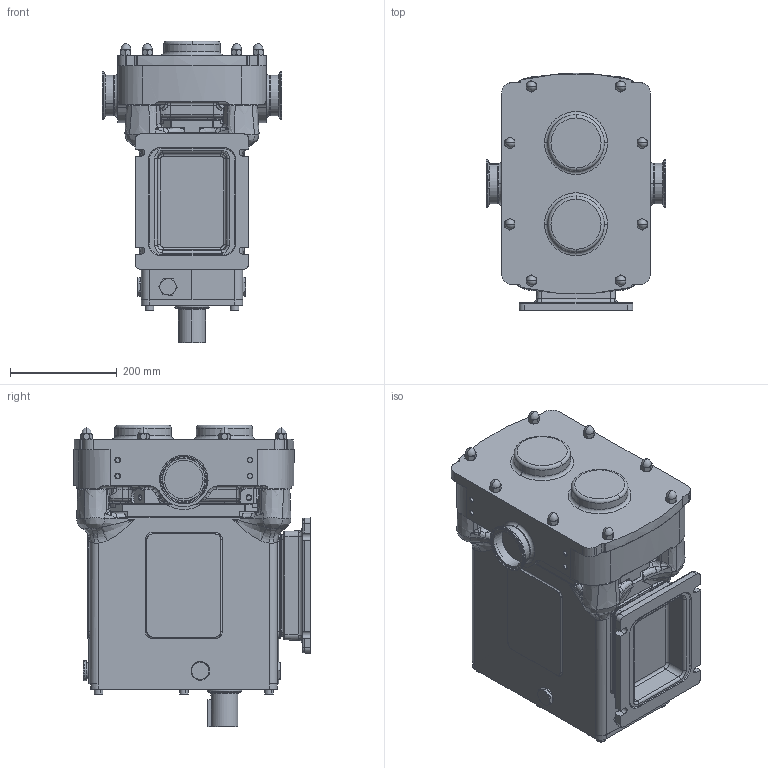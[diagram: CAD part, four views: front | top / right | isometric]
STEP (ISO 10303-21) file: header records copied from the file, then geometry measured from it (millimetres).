
FILE_DESCRIPTION (( 'STEP AP214' ), '1' );
FILE_NAME ('GA4211.STEP', '2024-11-06T21:29:22', ( '' ), ( '' ), 'SwSTEP 2.0', 'SolidWorks 2023', '' );
FILE_SCHEMA (( 'AUTOMOTIVE_DESIGN' ));
Length unit declared in the file: millimetre
Products named in the file (3): Copy of R1800 CPP H BSD^GA4211; GA4211; Copy of RA94-5121-55M^GA4211
Assembly tree (3 placements, depth 2):
  GA4211
    Copy of R1800 CPP H BSD^GA4211
    Copy of RA94-5121-55M^GA4211  x2
Bounding box: 337 x 444.75 x 566 mm (x, y, z)
Volume: 37356994.6 mm3; surface area: 1190042 mm2
Topology: 13 solids, 13 shells, 1544 faces, 3817 edges, 2279 vertices
Faces by surface type: plane 495, cylinder 355, bspline 343, cone 215, torus 119, sphere 17
Entity records: 61739 total; most frequent: CARTESIAN_POINT 28886, ORIENTED_EDGE 7402, DIRECTION 6189, EDGE_CURVE 3701, AXIS2_PLACEMENT_3D 2429, VERTEX_POINT 2251, EDGE_LOOP 1582, FACE_OUTER_BOUND 1519
